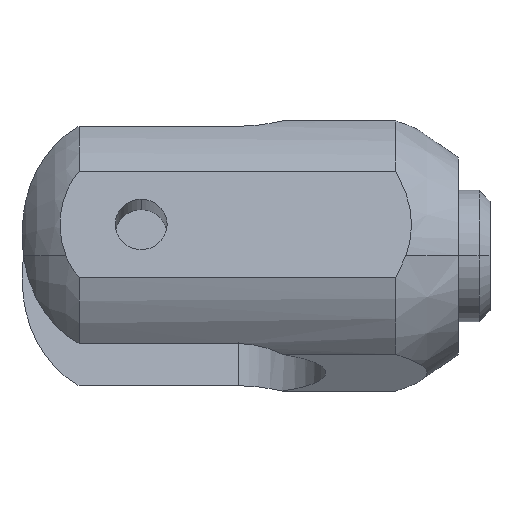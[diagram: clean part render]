
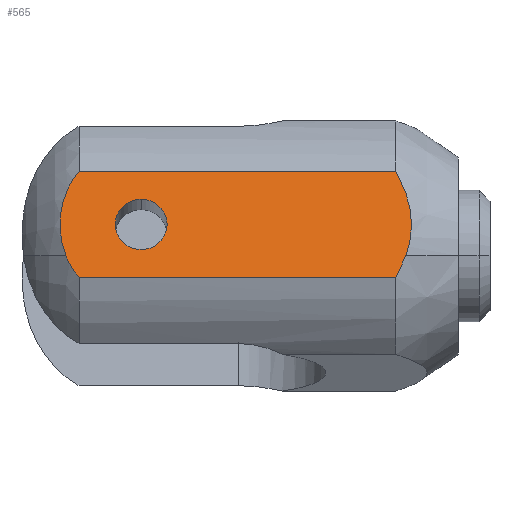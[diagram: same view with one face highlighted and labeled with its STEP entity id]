
A CAD part, top view. The second image highlights one B-rep face of the part: STEP entity #565.
In plain terms, the highlighted planar face has unit normal (0, 0.24, 0.971).
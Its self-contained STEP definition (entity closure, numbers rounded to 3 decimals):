
#6 = VERTEX_POINT ( 'NONE', #72 ) ;
#7 = VERTEX_POINT ( 'NONE', #995 ) ;
#26 = CARTESIAN_POINT ( 'NONE',  ( -175.252, -17.48, 12.848 ) ) ;
#34 = CARTESIAN_POINT ( 'NONE',  ( -205.969, -12.83, 11.701 ) ) ;
#38 = EDGE_CURVE ( 'Edge2', #1122, #309, #466, .T. ) ;
#60 = FACE_OUTER_BOUND ( 'NONE', #340, .T. ) ;
#66 = DIRECTION ( 'NONE',  ( 0., -0.24, -0.971 ) ) ;
#72 = CARTESIAN_POINT ( 'NONE',  ( -175.252, -7.771, 10.453 ) ) ;
#78 = PLANE ( 'NONE',  #1226 ) ;
#115 = CARTESIAN_POINT ( 'NONE',  ( -174.338, -15.5, 12.36 ) ) ;
#121 = CARTESIAN_POINT ( 'NONE',  ( -198.539, -14.931, 12.22 ) ) ;
#132 = CARTESIAN_POINT ( 'NONE',  ( -205.929, -11.808, 11.449 ) ) ;
#140 = CIRCLE ( 'NONE', #535, 2.375 ) ;
#145 = CARTESIAN_POINT ( 'NONE',  ( -205.651, -14.851, 12.2 ) ) ;
#147 = CARTESIAN_POINT ( 'NONE',  ( -174.165, -10.212, 11.055 ) ) ;
#161 = CARTESIAN_POINT ( 'NONE',  ( -198.539, -12.625, 11.651 ) ) ;
#172 = VERTEX_POINT ( 'NONE', #115 ) ;
#177 = CARTESIAN_POINT ( 'NONE',  ( -205.13, -16.221, 12.538 ) ) ;
#179 = DIRECTION ( 'NONE',  ( 1., 0., 0. ) ) ;
#237 = CARTESIAN_POINT ( 'NONE',  ( -205.759, -10.802, 11.201 ) ) ;
#247 = CARTESIAN_POINT ( 'NONE',  ( -209.639, -7.771, 10.453 ) ) ;
#252 = CARTESIAN_POINT ( 'NONE',  ( -205.952, -13.176, 11.786 ) ) ;
#292 = CARTESIAN_POINT ( 'NONE',  ( -204.222, -17.48, 12.848 ) ) ;
#309 = VERTEX_POINT ( 'NONE', #661 ) ;
#324 = EDGE_CURVE ( 'NONE', #7, #1009, #714, .T. ) ;
#333 = EDGE_CURVE ( 'NONE', #6, #172, #689, .T. ) ;
#340 = EDGE_LOOP ( 'NONE', ( #502, #1200, #379, #671, #400, #1102 ) ) ;
#347 = CARTESIAN_POINT ( 'NONE',  ( -173.951, -14.196, 12.038 ) ) ;
#351 = CARTESIAN_POINT ( 'NONE',  ( -174.918, -8.361, 10.598 ) ) ;
#379 = ORIENTED_EDGE ( 'NONE', *, *, #324, .F. ) ;
#387 = CARTESIAN_POINT ( 'NONE',  ( -204.222, -17.48, 12.848 ) ) ;
#400 = ORIENTED_EDGE ( 'NONE', *, *, #774, .F. ) ;
#427 = EDGE_CURVE ( 'Edge2', #309, #1122, #140, .T. ) ;
#448 = CARTESIAN_POINT ( 'NONE',  ( -174.892, -16.844, 12.691 ) ) ;
#453 = CARTESIAN_POINT ( 'NONE',  ( -173.854, -11.861, 11.462 ) ) ;
#461 = CARTESIAN_POINT ( 'NONE',  ( -204.679, -8.3, 10.583 ) ) ;
#466 = CIRCLE ( 'NONE', #488, 2.375 ) ;
#481 = FACE_BOUND ( 'NONE', #1279, .T. ) ;
#488 = AXIS2_PLACEMENT_3D ( 'NONE', #161, #66, #798 ) ;
#502 = ORIENTED_EDGE ( 'NONE', *, *, #333, .F. ) ;
#507 = CARTESIAN_POINT ( 'NONE',  ( -205.418, -15.5, 12.36 ) ) ;
#535 = AXIS2_PLACEMENT_3D ( 'NONE', #577, #872, #590 ) ;
#559 = CARTESIAN_POINT ( 'NONE',  ( -174.338, -15.5, 12.36 ) ) ;
#565 = ADVANCED_FACE ( 'Face3', ( #481, #60 ), #78, .F. ) ;
#566 = CARTESIAN_POINT ( 'NONE',  ( -173.82, -12.867, 11.71 ) ) ;
#571 = LINE ( 'NONE', #589, #1196 ) ;
#572 = CARTESIAN_POINT ( 'NONE',  ( -205.418, -15.5, 12.36 ) ) ;
#577 = CARTESIAN_POINT ( 'NONE',  ( -198.539, -12.625, 11.651 ) ) ;
#589 = CARTESIAN_POINT ( 'NONE',  ( -209.639, -17.48, 12.848 ) ) ;
#590 = DIRECTION ( 'NONE',  ( 0., 0.971, -0.24 ) ) ;
#593 = CARTESIAN_POINT ( 'NONE',  ( -204.222, -7.771, 10.453 ) ) ;
#605 = CARTESIAN_POINT ( 'NONE',  ( -204.737, -16.884, 12.701 ) ) ;
#661 = CARTESIAN_POINT ( 'NONE',  ( -198.539, -10.319, 11.082 ) ) ;
#664 = CARTESIAN_POINT ( 'NONE',  ( -205.957, -12.147, 11.532 ) ) ;
#671 = ORIENTED_EDGE ( 'NONE', *, *, #968, .F. ) ;
#689 = B_SPLINE_CURVE_WITH_KNOTS ( 'NONE', 3,
 ( #1157, #351, #966, #147, #1059, #453, #859, #566, #1054, #347, #869, #559 ),
 .UNSPECIFIED., .F., .F.,
 ( 4, 2, 2, 2, 2, 4 ),
 ( -0.008, -0.006, -0.004, -0.003, -0.002, 0. ),
 .UNSPECIFIED. ) ;
#714 = B_SPLINE_CURVE_WITH_KNOTS ( 'NONE', 3,
 ( #572, #851, #145, #1277, #864, #252, #34, #664, #132, #972, #237, #1072, #961, #768, #461, #760 ),
 .UNSPECIFIED., .F., .F.,
 ( 4, 2, 2, 2, 2, 2, 2, 4 ),
 ( 0.002, 0.003, 0.004, 0.006, 0.007, 0.008, 0.009, 0.011 ),
 .UNSPECIFIED. ) ;
#760 = CARTESIAN_POINT ( 'NONE',  ( -204.222, -7.771, 10.453 ) ) ;
#768 = CARTESIAN_POINT ( 'NONE',  ( -205.038, -8.88, 10.726 ) ) ;
#774 = EDGE_CURVE ( 'Edge17', #1142, #870, #571, .T. ) ;
#791 = DIRECTION ( 'NONE',  ( -1., 0., 0. ) ) ;
#798 = DIRECTION ( 'NONE',  ( 0., 0.971, -0.24 ) ) ;
#833 = LINE ( 'NONE', #247, #1167 ) ;
#851 = CARTESIAN_POINT ( 'NONE',  ( -205.546, -15.18, 12.281 ) ) ;
#859 = CARTESIAN_POINT ( 'NONE',  ( -173.828, -12.198, 11.545 ) ) ;
#864 = CARTESIAN_POINT ( 'NONE',  ( -205.876, -13.854, 11.954 ) ) ;
#869 = CARTESIAN_POINT ( 'NONE',  ( -174.112, -14.859, 12.202 ) ) ;
#870 = VERTEX_POINT ( 'NONE', #387 ) ;
#872 = DIRECTION ( 'NONE',  ( 0., -0.24, -0.971 ) ) ;
#897 = B_SPLINE_CURVE_WITH_KNOTS ( 'NONE', 3,
 ( #942, #957, #448, #1151 ),
 .UNSPECIFIED., .F., .F.,
 ( 4, 4 ),
 ( 0., 0.002 ),
 .UNSPECIFIED. ) ;
#899 = CARTESIAN_POINT ( 'NONE',  ( -166.639, -20.392, 13.567 ) ) ;
#937 = ORIENTED_EDGE ( 'NONE', *, *, #38, .T. ) ;
#942 = CARTESIAN_POINT ( 'NONE',  ( -174.338, -15.5, 12.36 ) ) ;
#957 = CARTESIAN_POINT ( 'NONE',  ( -174.58, -16.187, 12.529 ) ) ;
#961 = CARTESIAN_POINT ( 'NONE',  ( -205.452, -9.816, 10.957 ) ) ;
#966 = CARTESIAN_POINT ( 'NONE',  ( -174.628, -8.965, 10.747 ) ) ;
#968 = EDGE_CURVE ( 'NONE', #870, #7, #1011, .T. ) ;
#972 = CARTESIAN_POINT ( 'NONE',  ( -205.83, -11.135, 11.283 ) ) ;
#995 = CARTESIAN_POINT ( 'NONE',  ( -205.418, -15.5, 12.36 ) ) ;
#1009 = VERTEX_POINT ( 'NONE', #593 ) ;
#1011 = B_SPLINE_CURVE_WITH_KNOTS ( 'NONE', 3,
 ( #292, #605, #177, #507 ),
 .UNSPECIFIED., .F., .F.,
 ( 4, 4 ),
 ( 0., 0.002 ),
 .UNSPECIFIED. ) ;
#1054 = CARTESIAN_POINT ( 'NONE',  ( -173.838, -13.2, 11.792 ) ) ;
#1059 = CARTESIAN_POINT ( 'NONE',  ( -173.992, -10.856, 11.214 ) ) ;
#1072 = CARTESIAN_POINT ( 'NONE',  ( -205.57, -10.142, 11.038 ) ) ;
#1090 = EDGE_CURVE ( 'NONE', #172, #1142, #897, .T. ) ;
#1102 = ORIENTED_EDGE ( 'NONE', *, *, #1090, .F. ) ;
#1122 = VERTEX_POINT ( 'NONE', #121 ) ;
#1142 = VERTEX_POINT ( 'NONE', #26 ) ;
#1151 = CARTESIAN_POINT ( 'NONE',  ( -175.252, -17.48, 12.848 ) ) ;
#1157 = CARTESIAN_POINT ( 'NONE',  ( -175.252, -7.771, 10.453 ) ) ;
#1167 = VECTOR ( 'NONE', #179, 1000. ) ;
#1177 = EDGE_CURVE ( 'Edge1', #1009, #6, #833, .T. ) ;
#1195 = DIRECTION ( 'NONE',  ( 0., -0.24, -0.971 ) ) ;
#1196 = VECTOR ( 'NONE', #791, 1000. ) ;
#1200 = ORIENTED_EDGE ( 'NONE', *, *, #1177, .F. ) ;
#1213 = DIRECTION ( 'NONE',  ( 0., 0.971, -0.24 ) ) ;
#1226 = AXIS2_PLACEMENT_3D ( 'NONE', #899, #1195, #1213 ) ;
#1259 = ORIENTED_EDGE ( 'NONE', *, *, #427, .T. ) ;
#1277 = CARTESIAN_POINT ( 'NONE',  ( -205.816, -14.189, 12.036 ) ) ;
#1279 = EDGE_LOOP ( 'NONE', ( #1259, #937 ) ) ;
